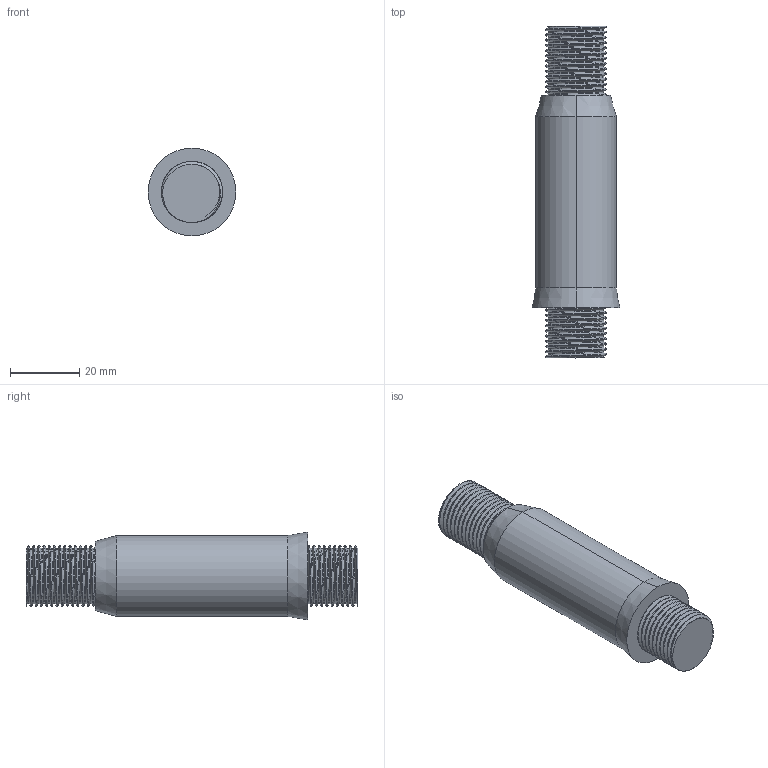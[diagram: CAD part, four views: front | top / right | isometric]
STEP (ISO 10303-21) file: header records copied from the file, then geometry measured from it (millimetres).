
FILE_DESCRIPTION (( 'STEP AP214' ), '1' );
FILE_NAME ('barra_roscada.STEP', '2022-07-22T01:27:06', ( '' ), ( '' ), 'SwSTEP 2.0', 'SolidWorks 2021', '' );
FILE_SCHEMA (( 'AUTOMOTIVE_DESIGN' ));
Length unit declared in the file: millimetre
Products named in the file (1): barra_roscada
Bounding box: 25.32 x 95.7 x 25.32 mm (x, y, z)
Volume: 33588.6 mm3; surface area: 8260.5 mm2
Topology: 1 solids, 1 shells, 65 faces, 179 edges, 118 vertices
Faces by surface type: cylinder 51, bspline 6, cone 4, plane 4
Entity records: 6521 total; most frequent: CARTESIAN_POINT 5144, ORIENTED_EDGE 358, DIRECTION 201, EDGE_CURVE 179, VERTEX_POINT 118, AXIS2_PLACEMENT_3D 74, EDGE_LOOP 67, ADVANCED_FACE 65
